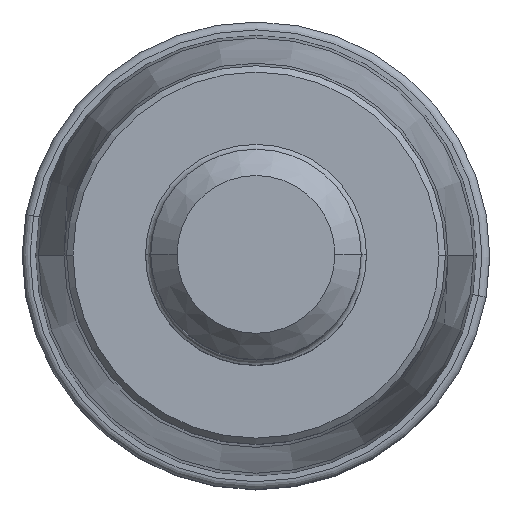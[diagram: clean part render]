
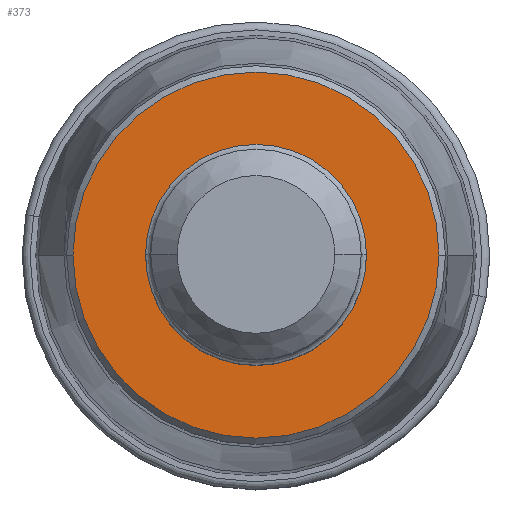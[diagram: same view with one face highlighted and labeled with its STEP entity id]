
A CAD part, top view. The second image highlights one B-rep face of the part: STEP entity #373.
In plain terms, the highlighted planar face has unit normal (0, 0, 1).
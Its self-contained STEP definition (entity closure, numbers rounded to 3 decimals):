
#373=ADVANCED_FACE('',(#404,#405),#398,.F.);
#398=PLANE('',#2300);
#404=FACE_BOUND('',#505,.T.);
#405=FACE_BOUND('',#506,.T.);
#505=EDGE_LOOP('',(#970,#971));
#506=EDGE_LOOP('',(#972,#973));
#970=ORIENTED_EDGE('',*,*,#1408,.T.);
#971=ORIENTED_EDGE('',*,*,#1411,.T.);
#972=ORIENTED_EDGE('',*,*,#1412,.T.);
#973=ORIENTED_EDGE('',*,*,#1413,.T.);
#1168=VERTEX_POINT('',#4448);
#1169=VERTEX_POINT('',#4449);
#1170=VERTEX_POINT('',#4456);
#1171=VERTEX_POINT('',#4457);
#1408=EDGE_CURVE('',#1168,#1169,#1683,.T.);
#1411=EDGE_CURVE('',#1169,#1168,#1684,.T.);
#1412=EDGE_CURVE('',#1170,#1171,#1685,.T.);
#1413=EDGE_CURVE('',#1171,#1170,#1686,.T.);
#1683=CIRCLE('',#2294,8.7);
#1684=CIRCLE('',#2296,8.7);
#1685=CIRCLE('',#2298,5.25);
#1686=CIRCLE('',#2299,5.25);
#2294=AXIS2_PLACEMENT_3D('',#4447,#2921,#2922);
#2296=AXIS2_PLACEMENT_3D('',#4453,#2927,#2928);
#2298=AXIS2_PLACEMENT_3D('',#4455,#2931,#2932);
#2299=AXIS2_PLACEMENT_3D('',#4458,#2933,#2934);
#2300=AXIS2_PLACEMENT_3D('',#4459,#2935,#2936);
#2921=DIRECTION('',(0.,0.,1.));
#2922=DIRECTION('',(1.,0.,0.));
#2927=DIRECTION('',(0.,0.,1.));
#2928=DIRECTION('',(-1.,0.,0.));
#2931=DIRECTION('',(0.,0.,-1.));
#2932=DIRECTION('',(1.,0.,0.));
#2933=DIRECTION('',(0.,0.,-1.));
#2934=DIRECTION('',(-1.,0.,0.));
#2935=DIRECTION('',(0.,0.,-1.));
#2936=DIRECTION('',(1.,0.,0.));
#4447=CARTESIAN_POINT('',(0.,0.,0.));
#4448=CARTESIAN_POINT('',(8.7,0.,0.));
#4449=CARTESIAN_POINT('',(-8.7,0.,0.));
#4453=CARTESIAN_POINT('',(0.,0.,0.));
#4455=CARTESIAN_POINT('',(0.,0.,0.));
#4456=CARTESIAN_POINT('',(5.25,0.,0.));
#4457=CARTESIAN_POINT('',(-5.25,0.,0.));
#4458=CARTESIAN_POINT('',(0.,0.,0.));
#4459=CARTESIAN_POINT('',(0.,0.,0.));
